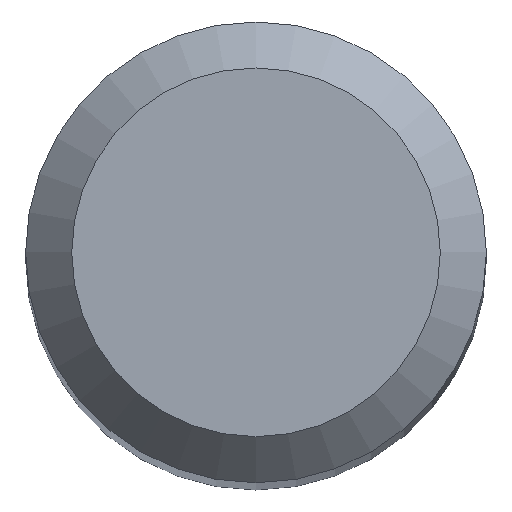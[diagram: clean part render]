
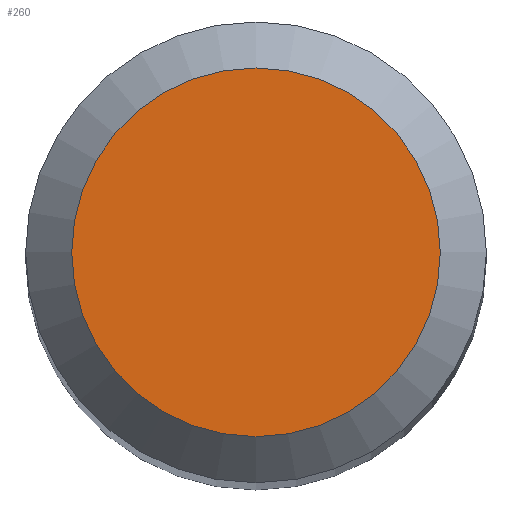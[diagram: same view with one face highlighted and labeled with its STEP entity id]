
A CAD part, top view. The second image highlights one B-rep face of the part: STEP entity #260.
In plain terms, the highlighted planar face has unit normal (0, 0, 1).
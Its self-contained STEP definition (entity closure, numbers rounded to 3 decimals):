
#15 = ORIENTED_EDGE ( 'NONE', *, *, #80, .F. ) ;
#22 = EDGE_LOOP ( 'NONE', ( #15 ) ) ;
#25 = CARTESIAN_POINT ( 'NONE',  ( 0., 0., 50. ) ) ;
#33 = CIRCLE ( 'NONE', #122, 1.2 ) ;
#47 = DIRECTION ( 'NONE',  ( 0., 0., -1. ) ) ;
#68 = DIRECTION ( 'NONE',  ( 0., 1., 0. ) ) ;
#79 = VERTEX_POINT ( 'NONE', #129 ) ;
#80 = EDGE_CURVE ( 'NONE', #79, #79, #33, .T. ) ;
#88 = DIRECTION ( 'NONE',  ( 0., 1., 0. ) ) ;
#92 = DIRECTION ( 'NONE',  ( 0., 0., -1. ) ) ;
#122 = AXIS2_PLACEMENT_3D ( 'NONE', #250, #47, #68 ) ;
#129 = CARTESIAN_POINT ( 'NONE',  ( 0., 1.2, 50. ) ) ;
#155 = AXIS2_PLACEMENT_3D ( 'NONE', #25, #92, #88 ) ;
#189 = PLANE ( 'NONE',  #155 ) ;
#239 = FACE_OUTER_BOUND ( 'NONE', #22, .T. ) ;
#250 = CARTESIAN_POINT ( 'NONE',  ( 0., 0., 50. ) ) ;
#260 = ADVANCED_FACE ( 'NONE', ( #239 ), #189, .F. ) ;
